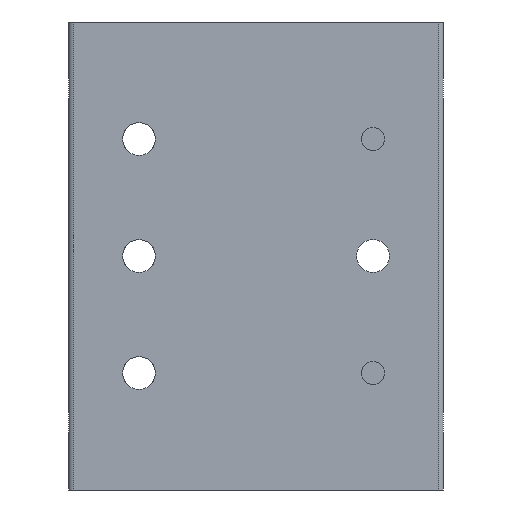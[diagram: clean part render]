
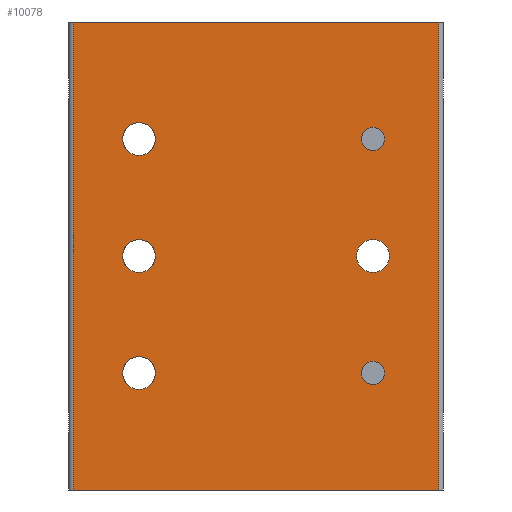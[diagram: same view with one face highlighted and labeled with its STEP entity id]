
A CAD part, front view. The second image highlights one B-rep face of the part: STEP entity #10078.
In plain terms, the highlighted planar face has unit normal (0, -1, 0).
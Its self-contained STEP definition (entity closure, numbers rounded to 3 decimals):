
#45 = AXIS2_PLACEMENT_3D ( 'NONE', #3007, #7209, #4227 ) ;
#56 = LINE ( 'NONE', #7040, #4083 ) ;
#99 = CARTESIAN_POINT ( 'NONE',  ( -39., -22.5, 100. ) ) ;
#329 = EDGE_CURVE ( 'NONE', #12139, #10233, #7088, .T. ) ;
#515 = CIRCLE ( 'NONE', #2248, 3.5 ) ;
#732 = EDGE_CURVE ( 'NONE', #2702, #2702, #515, .T. ) ;
#840 = FACE_OUTER_BOUND ( 'NONE', #5221, .T. ) ;
#1043 = EDGE_CURVE ( 'NONE', #13332, #6488, #56, .T. ) ;
#1235 = LINE ( 'NONE', #99, #10401 ) ;
#1263 = CARTESIAN_POINT ( 'NONE',  ( -25., -22.5, 78.5 ) ) ;
#1753 = CIRCLE ( 'NONE', #5865, 2.5 ) ;
#1783 = VERTEX_POINT ( 'NONE', #4970 ) ;
#1863 = FACE_BOUND ( 'NONE', #12592, .T. ) ;
#2052 = CARTESIAN_POINT ( 'NONE',  ( 25., -22.5, 50. ) ) ;
#2210 = ORIENTED_EDGE ( 'NONE', *, *, #10696, .T. ) ;
#2225 = AXIS2_PLACEMENT_3D ( 'NONE', #6961, #10079, #11107 ) ;
#2248 = AXIS2_PLACEMENT_3D ( 'NONE', #2052, #13128, #3813 ) ;
#2304 = ORIENTED_EDGE ( 'NONE', *, *, #8144, .T. ) ;
#2446 = VECTOR ( 'NONE', #12069, 1000. ) ;
#2654 = DIRECTION ( 'NONE',  ( 0., 1., 0. ) ) ;
#2702 = VERTEX_POINT ( 'NONE', #10979 ) ;
#2715 = ORIENTED_EDGE ( 'NONE', *, *, #4333, .T. ) ;
#3007 = CARTESIAN_POINT ( 'NONE',  ( 25., -22.5, 25. ) ) ;
#3017 = FACE_BOUND ( 'NONE', #12470, .T. ) ;
#3438 = CARTESIAN_POINT ( 'NONE',  ( -25., -22.5, 28.5 ) ) ;
#3440 = CARTESIAN_POINT ( 'NONE',  ( -25., -22.5, 25. ) ) ;
#3512 = CIRCLE ( 'NONE', #11094, 3.5 ) ;
#3813 = DIRECTION ( 'NONE',  ( 0., 0., 1. ) ) ;
#3859 = CARTESIAN_POINT ( 'NONE',  ( 39., -22.5, 100. ) ) ;
#3919 = AXIS2_PLACEMENT_3D ( 'NONE', #12162, #2654, #9963 ) ;
#4083 = VECTOR ( 'NONE', #5267, 1000. ) ;
#4227 = DIRECTION ( 'NONE',  ( 0., 0., 1. ) ) ;
#4333 = EDGE_CURVE ( 'NONE', #12139, #13332, #1235, .T. ) ;
#4703 = CARTESIAN_POINT ( 'NONE',  ( 25., -22.5, 27.5 ) ) ;
#4970 = CARTESIAN_POINT ( 'NONE',  ( -25., -22.5, 53.5 ) ) ;
#4975 = PLANE ( 'NONE',  #12821 ) ;
#5058 = CARTESIAN_POINT ( 'NONE',  ( -39., -22.5, 100. ) ) ;
#5117 = FACE_BOUND ( 'NONE', #7757, .T. ) ;
#5180 = DIRECTION ( 'NONE',  ( 0., 1., 0. ) ) ;
#5221 = EDGE_LOOP ( 'NONE', ( #12693, #2210, #6271, #2715 ) ) ;
#5267 = DIRECTION ( 'NONE',  ( 1., 0., 0. ) ) ;
#5740 = LINE ( 'NONE', #12207, #2446 ) ;
#5865 = AXIS2_PLACEMENT_3D ( 'NONE', #10721, #12634, #7516 ) ;
#5870 = CIRCLE ( 'NONE', #45, 2.5 ) ;
#6226 = CARTESIAN_POINT ( 'NONE',  ( 39., -22.5, 0. ) ) ;
#6271 = ORIENTED_EDGE ( 'NONE', *, *, #329, .F. ) ;
#6488 = VERTEX_POINT ( 'NONE', #6226 ) ;
#6961 = CARTESIAN_POINT ( 'NONE',  ( -25., -22.5, 50. ) ) ;
#7020 = FACE_BOUND ( 'NONE', #11207, .T. ) ;
#7040 = CARTESIAN_POINT ( 'NONE',  ( -40., -22.5, 0. ) ) ;
#7054 = ORIENTED_EDGE ( 'NONE', *, *, #7183, .T. ) ;
#7088 = LINE ( 'NONE', #11235, #11865 ) ;
#7183 = EDGE_CURVE ( 'NONE', #10954, #10954, #5870, .T. ) ;
#7209 = DIRECTION ( 'NONE',  ( 0., 1., 0. ) ) ;
#7475 = EDGE_CURVE ( 'NONE', #7956, #7956, #9758, .T. ) ;
#7516 = DIRECTION ( 'NONE',  ( 0., 0., 1. ) ) ;
#7717 = EDGE_CURVE ( 'NONE', #7896, #7896, #1753, .T. ) ;
#7757 = EDGE_LOOP ( 'NONE', ( #7054 ) ) ;
#7896 = VERTEX_POINT ( 'NONE', #8979 ) ;
#7956 = VERTEX_POINT ( 'NONE', #1263 ) ;
#8144 = EDGE_CURVE ( 'NONE', #9916, #9916, #3512, .T. ) ;
#8231 = DIRECTION ( 'NONE',  ( -1., 0., 0. ) ) ;
#8304 = FACE_BOUND ( 'NONE', #10508, .T. ) ;
#8328 = ORIENTED_EDGE ( 'NONE', *, *, #7717, .T. ) ;
#8910 = ORIENTED_EDGE ( 'NONE', *, *, #7475, .T. ) ;
#8979 = CARTESIAN_POINT ( 'NONE',  ( 25., -22.5, 77.5 ) ) ;
#9118 = CARTESIAN_POINT ( 'NONE',  ( -40., -22.5, 100. ) ) ;
#9382 = DIRECTION ( 'NONE',  ( 0., 0., -1. ) ) ;
#9758 = CIRCLE ( 'NONE', #3919, 3.5 ) ;
#9870 = ORIENTED_EDGE ( 'NONE', *, *, #732, .T. ) ;
#9916 = VERTEX_POINT ( 'NONE', #3438 ) ;
#9963 = DIRECTION ( 'NONE',  ( 0., 0., 1. ) ) ;
#10078 = ADVANCED_FACE ( 'NONE', ( #5117, #7020, #8304, #3017, #1863, #13415, #840 ), #4975, .F. ) ;
#10079 = DIRECTION ( 'NONE',  ( 0., 1., 0. ) ) ;
#10233 = VERTEX_POINT ( 'NONE', #3859 ) ;
#10401 = VECTOR ( 'NONE', #9382, 1000. ) ;
#10408 = ORIENTED_EDGE ( 'NONE', *, *, #10731, .T. ) ;
#10465 = CIRCLE ( 'NONE', #2225, 3.5 ) ;
#10504 = DIRECTION ( 'NONE',  ( 0., 1., 0. ) ) ;
#10508 = EDGE_LOOP ( 'NONE', ( #9870 ) ) ;
#10696 = EDGE_CURVE ( 'NONE', #6488, #10233, #5740, .T. ) ;
#10721 = CARTESIAN_POINT ( 'NONE',  ( 25., -22.5, 75. ) ) ;
#10731 = EDGE_CURVE ( 'NONE', #1783, #1783, #10465, .T. ) ;
#10844 = CARTESIAN_POINT ( 'NONE',  ( -39., -22.5, 0. ) ) ;
#10954 = VERTEX_POINT ( 'NONE', #4703 ) ;
#10979 = CARTESIAN_POINT ( 'NONE',  ( 25., -22.5, 53.5 ) ) ;
#11094 = AXIS2_PLACEMENT_3D ( 'NONE', #3440, #10504, #12619 ) ;
#11107 = DIRECTION ( 'NONE',  ( 0., 0., 1. ) ) ;
#11207 = EDGE_LOOP ( 'NONE', ( #8328 ) ) ;
#11235 = CARTESIAN_POINT ( 'NONE',  ( -40., -22.5, 100. ) ) ;
#11372 = DIRECTION ( 'NONE',  ( 1., 0., 0. ) ) ;
#11865 = VECTOR ( 'NONE', #11372, 1000. ) ;
#12069 = DIRECTION ( 'NONE',  ( 0., 0., 1. ) ) ;
#12139 = VERTEX_POINT ( 'NONE', #5058 ) ;
#12162 = CARTESIAN_POINT ( 'NONE',  ( -25., -22.5, 75. ) ) ;
#12207 = CARTESIAN_POINT ( 'NONE',  ( 39., -22.5, 100. ) ) ;
#12470 = EDGE_LOOP ( 'NONE', ( #2304 ) ) ;
#12592 = EDGE_LOOP ( 'NONE', ( #8910 ) ) ;
#12619 = DIRECTION ( 'NONE',  ( 0., 0., 1. ) ) ;
#12634 = DIRECTION ( 'NONE',  ( 0., 1., 0. ) ) ;
#12693 = ORIENTED_EDGE ( 'NONE', *, *, #1043, .T. ) ;
#12821 = AXIS2_PLACEMENT_3D ( 'NONE', #9118, #5180, #8231 ) ;
#13128 = DIRECTION ( 'NONE',  ( 0., 1., 0. ) ) ;
#13249 = EDGE_LOOP ( 'NONE', ( #10408 ) ) ;
#13332 = VERTEX_POINT ( 'NONE', #10844 ) ;
#13415 = FACE_BOUND ( 'NONE', #13249, .T. ) ;
